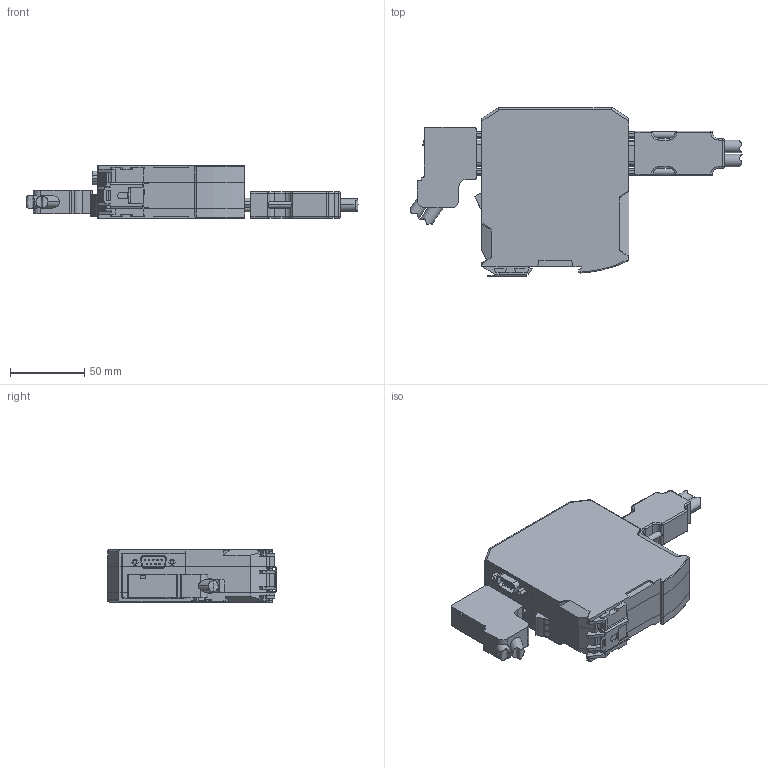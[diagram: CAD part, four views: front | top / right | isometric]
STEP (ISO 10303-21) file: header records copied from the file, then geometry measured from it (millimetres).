
FILE_DESCRIPTION (( 'STEP AP203' ), '1' );
FILE_NAME ('Modul-9185_+FB-Stecker_kpl.STEP', '2010-08-02T14:22:20', ( 'Admin' ), ( 'R. STAHL' ), 'SwSTEP 2.0', 'SolidWorks 2008', '' );
FILE_SCHEMA (( 'CONFIG_CONTROL_DESIGN' ));
Length unit declared in the file: millimetre
Products named in the file (1): Modul-9185_+FB-Stecker_kpl
Bounding box: 223.25 x 113.5 x 35.4 mm (x, y, z)
Volume: 446582.5 mm3; surface area: 104019.4 mm2
Topology: 9 solids, 9 shells, 910 faces, 2365 edges, 1518 vertices
Faces by surface type: plane 530, cylinder 315, bspline 18, sphere 18, torus 16, cone 13
Entity records: 29001 total; most frequent: CARTESIAN_POINT 6566, ORIENTED_EDGE 4694, DIRECTION 4588, EDGE_CURVE 2347, VECTOR 1622, LINE 1622, VERTEX_POINT 1518, AXIS2_PLACEMENT_3D 1483
